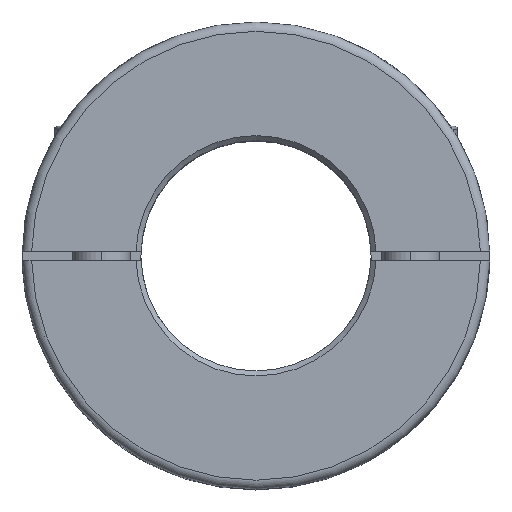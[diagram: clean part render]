
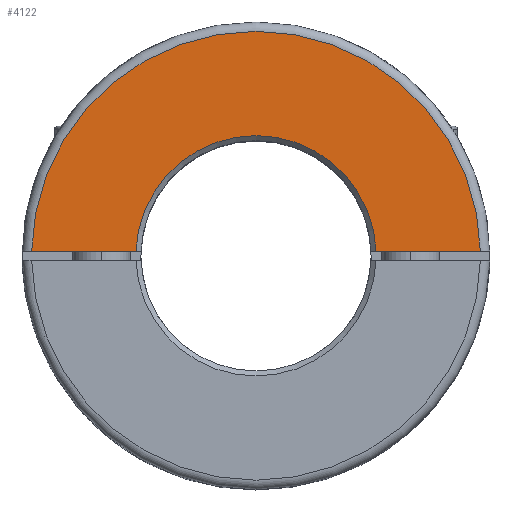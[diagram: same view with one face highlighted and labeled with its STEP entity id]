
A CAD part, top view. The second image highlights one B-rep face of the part: STEP entity #4122.
In plain terms, the highlighted planar face has unit normal (0, 0, 1).
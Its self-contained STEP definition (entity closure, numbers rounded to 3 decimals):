
#38 = VECTOR ( 'NONE', #3862, 1000. ) ;
#932 = VERTEX_POINT ( 'NONE', #6034 ) ;
#1288 = AXIS2_PLACEMENT_3D ( 'NONE', #4392, #3703, #5661 ) ;
#1718 = EDGE_CURVE ( 'NONE', #932, #5724, #2025, .T. ) ;
#1947 = DIRECTION ( 'NONE',  ( 1., 0., 0. ) ) ;
#1951 = CIRCLE ( 'NONE', #1288, 16.7 ) ;
#2025 = CIRCLE ( 'NONE', #8046, 31.2 ) ;
#2645 = VERTEX_POINT ( 'NONE', #7181 ) ;
#3506 = CARTESIAN_POINT ( 'NONE',  ( 0., 0.65, 26.25 ) ) ;
#3574 = ORIENTED_EDGE ( 'NONE', *, *, #4546, .F. ) ;
#3703 = DIRECTION ( 'NONE',  ( 0., 0., -1. ) ) ;
#3862 = DIRECTION ( 'NONE',  ( -1., 0., 0. ) ) ;
#4088 = PLANE ( 'NONE',  #6634 ) ;
#4122 = ADVANCED_FACE ( 'NONE', ( #7180 ), #4088, .T. ) ;
#4392 = CARTESIAN_POINT ( 'NONE',  ( 0., 0., 26.25 ) ) ;
#4419 = EDGE_CURVE ( 'NONE', #932, #6090, #6878, .T. ) ;
#4482 = ORIENTED_EDGE ( 'NONE', *, *, #1718, .T. ) ;
#4546 = EDGE_CURVE ( 'NONE', #2645, #5724, #7597, .T. ) ;
#4723 = DIRECTION ( 'NONE',  ( 0., 0., 1. ) ) ;
#5277 = CARTESIAN_POINT ( 'NONE',  ( 0., 0.65, 26.25 ) ) ;
#5514 = EDGE_LOOP ( 'NONE', ( #7598, #4482, #3574, #6313 ) ) ;
#5661 = DIRECTION ( 'NONE',  ( 1., 0., 0. ) ) ;
#5724 = VERTEX_POINT ( 'NONE', #6194 ) ;
#5738 = CARTESIAN_POINT ( 'NONE',  ( 0., 0., 26.25 ) ) ;
#5923 = CARTESIAN_POINT ( 'NONE',  ( 0., 0., 26.25 ) ) ;
#6034 = CARTESIAN_POINT ( 'NONE',  ( 31.193, 0.65, 26.25 ) ) ;
#6090 = VERTEX_POINT ( 'NONE', #7123 ) ;
#6194 = CARTESIAN_POINT ( 'NONE',  ( -31.193, 0.65, 26.25 ) ) ;
#6313 = ORIENTED_EDGE ( 'NONE', *, *, #7776, .T. ) ;
#6360 = DIRECTION ( 'NONE',  ( 0., 0., 1. ) ) ;
#6634 = AXIS2_PLACEMENT_3D ( 'NONE', #5923, #4723, #7138 ) ;
#6878 = LINE ( 'NONE', #3506, #7021 ) ;
#7021 = VECTOR ( 'NONE', #7254, 1000. ) ;
#7123 = CARTESIAN_POINT ( 'NONE',  ( 16.687, 0.65, 26.25 ) ) ;
#7138 = DIRECTION ( 'NONE',  ( 1., 0., 0. ) ) ;
#7180 = FACE_OUTER_BOUND ( 'NONE', #5514, .T. ) ;
#7181 = CARTESIAN_POINT ( 'NONE',  ( -16.687, 0.65, 26.25 ) ) ;
#7254 = DIRECTION ( 'NONE',  ( -1., 0., 0. ) ) ;
#7597 = LINE ( 'NONE', #5277, #38 ) ;
#7598 = ORIENTED_EDGE ( 'NONE', *, *, #4419, .F. ) ;
#7776 = EDGE_CURVE ( 'NONE', #2645, #6090, #1951, .T. ) ;
#8046 = AXIS2_PLACEMENT_3D ( 'NONE', #5738, #6360, #1947 ) ;
